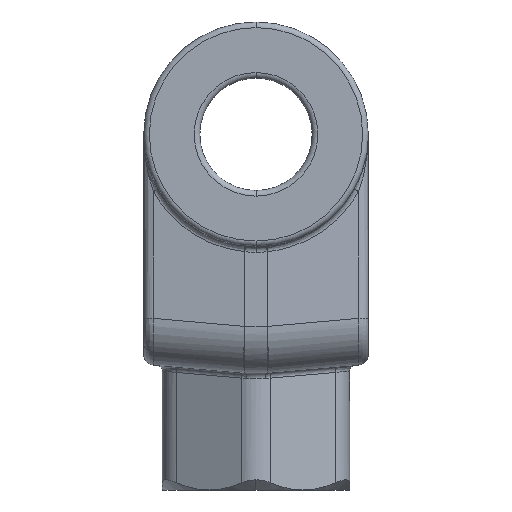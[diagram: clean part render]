
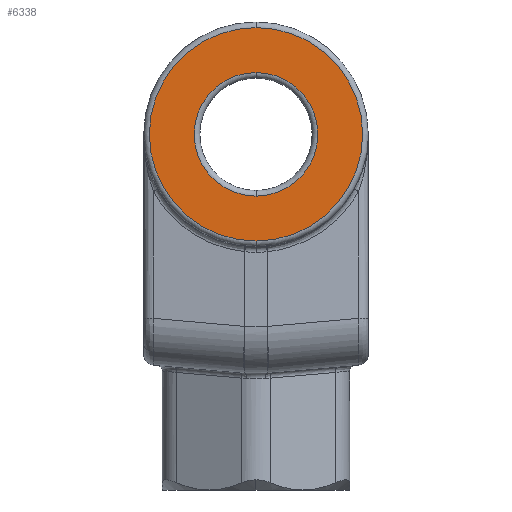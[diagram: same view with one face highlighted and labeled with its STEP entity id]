
A CAD part, left-side view. The second image highlights one B-rep face of the part: STEP entity #6338.
In plain terms, the highlighted planar face has unit normal (-1, 0, 0).
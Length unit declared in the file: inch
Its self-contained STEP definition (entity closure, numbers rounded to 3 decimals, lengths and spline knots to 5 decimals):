
#37 = ORIENTED_EDGE ( 'NONE', *, *, #3507, .T. ) ;
#140 = AXIS2_PLACEMENT_3D ( 'NONE', #1966, #2503, #399 ) ;
#161 = DIRECTION ( 'NONE',  ( 1., 0., 0. ) ) ;
#202 = CARTESIAN_POINT ( 'NONE',  ( -1.25, 0., 1.225 ) ) ;
#364 = DIRECTION ( 'NONE',  ( 1., 0., 0. ) ) ;
#399 = DIRECTION ( 'NONE',  ( 0., 0., -1. ) ) ;
#456 = CARTESIAN_POINT ( 'NONE',  ( -1.25, 0., 0.4 ) ) ;
#503 = CIRCLE ( 'NONE', #140, 0.7125 ) ;
#523 = EDGE_LOOP ( 'NONE', ( #1954, #37 ) ) ;
#570 = CARTESIAN_POINT ( 'NONE',  ( -1.25, 0., 0.8125 ) ) ;
#858 = AXIS2_PLACEMENT_3D ( 'NONE', #2243, #161, #2195 ) ;
#1048 = CARTESIAN_POINT ( 'NONE',  ( -1.25, 0., 0.8125 ) ) ;
#1330 = VERTEX_POINT ( 'NONE', #4439 ) ;
#1400 = CIRCLE ( 'NONE', #5937, 0.7125 ) ;
#1500 = EDGE_CURVE ( 'NONE', #6601, #1330, #503, .T. ) ;
#1623 = AXIS2_PLACEMENT_3D ( 'NONE', #570, #4775, #4244 ) ;
#1782 = ORIENTED_EDGE ( 'NONE', *, *, #1500, .T. ) ;
#1824 = CIRCLE ( 'NONE', #858, 0.4125 ) ;
#1848 = EDGE_CURVE ( 'NONE', #3032, #2511, #4447, .T. ) ;
#1954 = ORIENTED_EDGE ( 'NONE', *, *, #1848, .T. ) ;
#1966 = CARTESIAN_POINT ( 'NONE',  ( -1.25, 0., 0.8125 ) ) ;
#2195 = DIRECTION ( 'NONE',  ( 0., 0., -1. ) ) ;
#2243 = CARTESIAN_POINT ( 'NONE',  ( -1.25, 0., 0.8125 ) ) ;
#2503 = DIRECTION ( 'NONE',  ( -1., 0., 0. ) ) ;
#2511 = VERTEX_POINT ( 'NONE', #202 ) ;
#3032 = VERTEX_POINT ( 'NONE', #456 ) ;
#3170 = DIRECTION ( 'NONE',  ( 0., 0., -1. ) ) ;
#3507 = EDGE_CURVE ( 'NONE', #2511, #3032, #1824, .T. ) ;
#3541 = FACE_BOUND ( 'NONE', #523, .T. ) ;
#3810 = EDGE_CURVE ( 'NONE', #1330, #6601, #1400, .T. ) ;
#3933 = AXIS2_PLACEMENT_3D ( 'NONE', #6123, #364, #6189 ) ;
#4244 = DIRECTION ( 'NONE',  ( 0., 0., -1. ) ) ;
#4438 = CARTESIAN_POINT ( 'NONE',  ( -1.25, 0., 1.525 ) ) ;
#4439 = CARTESIAN_POINT ( 'NONE',  ( -1.25, 0., 0.1 ) ) ;
#4447 = CIRCLE ( 'NONE', #1623, 0.4125 ) ;
#4775 = DIRECTION ( 'NONE',  ( 1., 0., 0. ) ) ;
#4870 = ORIENTED_EDGE ( 'NONE', *, *, #3810, .T. ) ;
#5601 = FACE_OUTER_BOUND ( 'NONE', #6439, .T. ) ;
#5776 = DIRECTION ( 'NONE',  ( -1., 0., 0. ) ) ;
#5937 = AXIS2_PLACEMENT_3D ( 'NONE', #1048, #5776, #3170 ) ;
#6123 = CARTESIAN_POINT ( 'NONE',  ( -1.25, 0., 0.8125 ) ) ;
#6146 = PLANE ( 'NONE',  #3933 ) ;
#6189 = DIRECTION ( 'NONE',  ( 0., 0., -1. ) ) ;
#6338 = ADVANCED_FACE ( 'NONE', ( #3541, #5601 ), #6146, .F. ) ;
#6439 = EDGE_LOOP ( 'NONE', ( #4870, #1782 ) ) ;
#6601 = VERTEX_POINT ( 'NONE', #4438 ) ;
